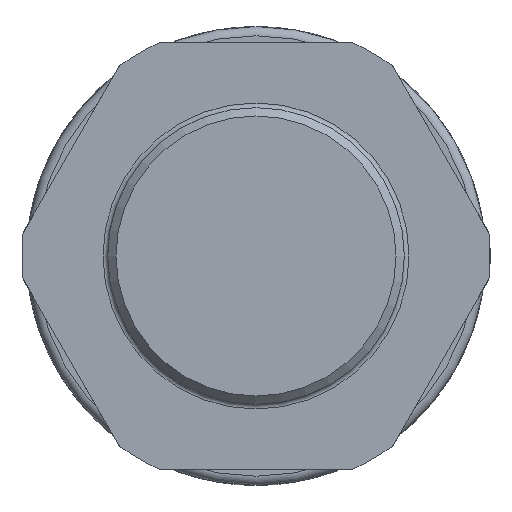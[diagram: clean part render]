
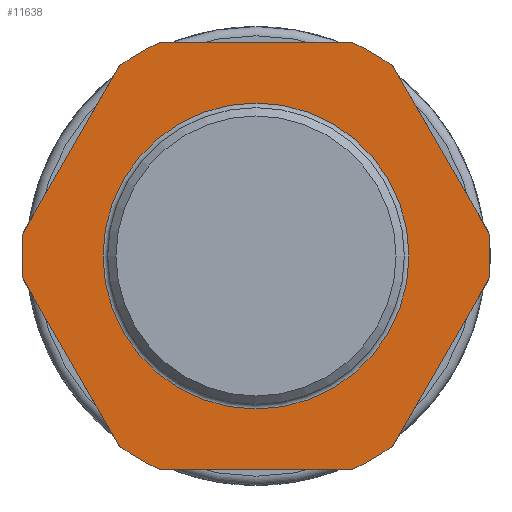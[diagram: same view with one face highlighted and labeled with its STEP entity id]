
A CAD part, left-side view. The second image highlights one B-rep face of the part: STEP entity #11638.
In plain terms, the highlighted planar face has unit normal (-1, 0, 0).
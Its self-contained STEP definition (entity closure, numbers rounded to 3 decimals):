
#67=FACE_BOUND('',#2979,.T.);
#1099=LINE('',#19769,#1587);
#1102=LINE('',#19799,#1590);
#1105=LINE('',#19829,#1593);
#1108=LINE('',#19859,#1596);
#1111=LINE('',#19889,#1599);
#1114=LINE('',#19919,#1602);
#1587=VECTOR('',#15103,10.);
#1590=VECTOR('',#15108,10.);
#1593=VECTOR('',#15113,10.);
#1596=VECTOR('',#15118,10.);
#1599=VECTOR('',#15123,10.);
#1602=VECTOR('',#15128,10.);
#1908=PLANE('',#12692);
#2292=FACE_OUTER_BOUND('',#2978,.T.);
#2978=EDGE_LOOP('',(#8734,#8735,#8736,#8737,#8738,#8739,#8740,#8741,#8742,
#8743,#8744,#8745));
#2979=EDGE_LOOP('',(#8746));
#3615=CIRCLE('',#12674,25.25);
#3616=CIRCLE('',#12676,25.25);
#3619=CIRCLE('',#12680,25.25);
#3621=CIRCLE('',#12683,25.25);
#3623=CIRCLE('',#12686,25.25);
#3624=CIRCLE('',#12688,25.25);
#3627=CIRCLE('',#12693,16.5);
#4667=VERTEX_POINT('',#19766);
#4668=VERTEX_POINT('',#19768);
#4671=VERTEX_POINT('',#19796);
#4672=VERTEX_POINT('',#19798);
#4675=VERTEX_POINT('',#19826);
#4676=VERTEX_POINT('',#19828);
#4679=VERTEX_POINT('',#19856);
#4680=VERTEX_POINT('',#19858);
#4683=VERTEX_POINT('',#19886);
#4684=VERTEX_POINT('',#19888);
#4687=VERTEX_POINT('',#19916);
#4688=VERTEX_POINT('',#19918);
#4690=VERTEX_POINT('',#19943);
#6118=EDGE_CURVE('',#4668,#4667,#1099,.T.);
#6122=EDGE_CURVE('',#4672,#4671,#1102,.T.);
#6126=EDGE_CURVE('',#4676,#4675,#1105,.T.);
#6130=EDGE_CURVE('',#4680,#4679,#1108,.T.);
#6134=EDGE_CURVE('',#4684,#4683,#1111,.T.);
#6138=EDGE_CURVE('',#4688,#4687,#1114,.T.);
#6141=EDGE_CURVE('',#4688,#4683,#3615,.T.);
#6142=EDGE_CURVE('',#4676,#4679,#3616,.T.);
#6145=EDGE_CURVE('',#4684,#4675,#3619,.T.);
#6147=EDGE_CURVE('',#4680,#4671,#3621,.T.);
#6149=EDGE_CURVE('',#4672,#4667,#3623,.T.);
#6150=EDGE_CURVE('',#4668,#4687,#3624,.T.);
#6153=EDGE_CURVE('',#4690,#4690,#3627,.T.);
#8734=ORIENTED_EDGE('',*,*,#6118,.T.);
#8735=ORIENTED_EDGE('',*,*,#6149,.F.);
#8736=ORIENTED_EDGE('',*,*,#6122,.T.);
#8737=ORIENTED_EDGE('',*,*,#6147,.F.);
#8738=ORIENTED_EDGE('',*,*,#6130,.T.);
#8739=ORIENTED_EDGE('',*,*,#6142,.F.);
#8740=ORIENTED_EDGE('',*,*,#6126,.T.);
#8741=ORIENTED_EDGE('',*,*,#6145,.F.);
#8742=ORIENTED_EDGE('',*,*,#6134,.T.);
#8743=ORIENTED_EDGE('',*,*,#6141,.F.);
#8744=ORIENTED_EDGE('',*,*,#6138,.T.);
#8745=ORIENTED_EDGE('',*,*,#6150,.F.);
#8746=ORIENTED_EDGE('',*,*,#6153,.T.);
#11638=ADVANCED_FACE('',(#2292,#67),#1908,.T.);
#12674=AXIS2_PLACEMENT_3D('',#19923,#15134,#15135);
#12676=AXIS2_PLACEMENT_3D('',#19925,#15138,#15139);
#12680=AXIS2_PLACEMENT_3D('',#19929,#15146,#15147);
#12683=AXIS2_PLACEMENT_3D('',#19932,#15152,#15153);
#12686=AXIS2_PLACEMENT_3D('',#19935,#15158,#15159);
#12688=AXIS2_PLACEMENT_3D('',#19937,#15162,#15163);
#12692=AXIS2_PLACEMENT_3D('',#19942,#15170,#15171);
#12693=AXIS2_PLACEMENT_3D('',#19944,#15172,#15173);
#15103=DIRECTION('',(0.,0.5,0.866));
#15108=DIRECTION('',(0.,1.,0.));
#15113=DIRECTION('',(0.,-0.5,-0.866));
#15118=DIRECTION('',(0.,0.5,-0.866));
#15123=DIRECTION('',(0.,-1.,0.));
#15128=DIRECTION('',(0.,-0.5,0.866));
#15134=DIRECTION('center_axis',(1.,0.,0.));
#15135=DIRECTION('ref_axis',(0.,0.,
1.));
#15138=DIRECTION('center_axis',(1.,0.,0.));
#15139=DIRECTION('ref_axis',(0.,0.,
1.));
#15146=DIRECTION('center_axis',(1.,0.,0.));
#15147=DIRECTION('ref_axis',(0.,0.,
1.));
#15152=DIRECTION('center_axis',(1.,0.,0.));
#15153=DIRECTION('ref_axis',(0.,0.,
1.));
#15158=DIRECTION('center_axis',(1.,0.,0.));
#15159=DIRECTION('ref_axis',(0.,0.,
1.));
#15162=DIRECTION('center_axis',(1.,0.,0.));
#15163=DIRECTION('ref_axis',(0.,0.,
1.));
#15170=DIRECTION('center_axis',(-1.,0.,0.));
#15171=DIRECTION('ref_axis',(0.,0.,
-1.));
#15172=DIRECTION('center_axis',(1.,0.,0.));
#15173=DIRECTION('ref_axis',(0.,0.,
1.));
#19766=CARTESIAN_POINT('',(-16.6,-14.709,20.523));
#19768=CARTESIAN_POINT('',(-16.6,-25.128,2.477));
#19769=CARTESIAN_POINT('',(-16.6,-25.68,1.522));
#19796=CARTESIAN_POINT('',(-16.6,10.419,23.));
#19798=CARTESIAN_POINT('',(-16.6,-10.419,23.));
#19799=CARTESIAN_POINT('',(-16.6,-17.835,23.));
#19826=CARTESIAN_POINT('',(-16.6,14.709,-20.523));
#19828=CARTESIAN_POINT('',(-16.6,25.128,-2.477));
#19829=CARTESIAN_POINT('',(-16.6,19.367,-12.455));
#19856=CARTESIAN_POINT('',(-16.6,25.128,2.477));
#19858=CARTESIAN_POINT('',(-16.6,14.709,20.523));
#19859=CARTESIAN_POINT('',(-16.6,14.158,21.478));
#19886=CARTESIAN_POINT('',(-16.6,-10.419,-23.));
#19888=CARTESIAN_POINT('',(-16.6,10.419,-23.));
#19889=CARTESIAN_POINT('',(-16.6,-7.415,-23.));
#19916=CARTESIAN_POINT('',(-16.6,-25.128,-2.477));
#19918=CARTESIAN_POINT('',(-16.6,-14.709,-20.523));
#19919=CARTESIAN_POINT('',(-16.6,-20.47,-10.545));
#19923=CARTESIAN_POINT('Origin',(-16.6,0.,
0.));
#19925=CARTESIAN_POINT('Origin',(-16.6,0.,
0.));
#19929=CARTESIAN_POINT('Origin',(-16.6,0.,
0.));
#19932=CARTESIAN_POINT('Origin',(-16.6,0.,
0.));
#19935=CARTESIAN_POINT('Origin',(-16.6,0.,
0.));
#19937=CARTESIAN_POINT('Origin',(-16.6,0.,
0.));
#19942=CARTESIAN_POINT('Origin',(-16.6,-25.25,0.));
#19943=CARTESIAN_POINT('',(-16.6,-16.5,0.));
#19944=CARTESIAN_POINT('Origin',(-16.6,0.,
0.));
